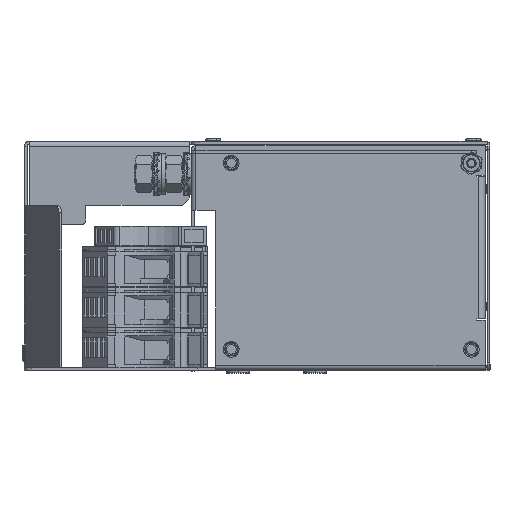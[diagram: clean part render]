
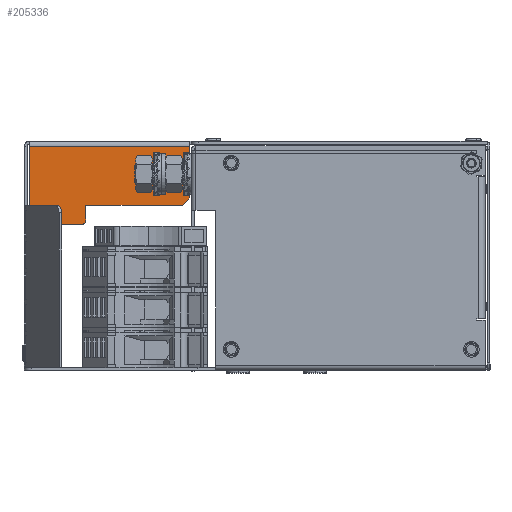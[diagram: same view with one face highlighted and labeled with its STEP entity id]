
A CAD part, left-side view. The second image highlights one B-rep face of the part: STEP entity #205336.
In plain terms, the highlighted planar face has unit normal (-1, 0, 0).
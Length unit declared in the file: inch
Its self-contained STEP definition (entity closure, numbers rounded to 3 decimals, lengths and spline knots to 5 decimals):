
#4524 = DIRECTION ( 'NONE',  ( 0., -0.707, 0.707 ) ) ;
#7616 = LINE ( 'NONE', #187416, #19058 ) ;
#10998 = CARTESIAN_POINT ( 'NONE',  ( 2.06693, 7.40157, 3.63386 ) ) ;
#11042 = CARTESIAN_POINT ( 'NONE',  ( 2.06693, 6.5748, 2.33465 ) ) ;
#11502 = CARTESIAN_POINT ( 'NONE',  ( 2.06693, 4.82283, 3.6811 ) ) ;
#16490 = ORIENTED_EDGE ( 'NONE', *, *, #206864, .T. ) ;
#19058 = VECTOR ( 'NONE', #4524, 39.37008 ) ;
#24508 = LINE ( 'NONE', #49342, #213153 ) ;
#25933 = FACE_OUTER_BOUND ( 'NONE', #114822, .T. ) ;
#28680 = ORIENTED_EDGE ( 'NONE', *, *, #237139, .F. ) ;
#29013 = DIRECTION ( 'NONE',  ( 0., 0., 1. ) ) ;
#31353 = LINE ( 'NONE', #11502, #97138 ) ;
#32157 = VERTEX_POINT ( 'NONE', #84861 ) ;
#41159 = VECTOR ( 'NONE', #87739, 39.37008 ) ;
#41911 = CIRCLE ( 'NONE', #164256, 0.07874 ) ;
#49342 = CARTESIAN_POINT ( 'NONE',  ( 2.06693, 6.49606, -0.02756 ) ) ;
#49752 = LINE ( 'NONE', #229228, #98344 ) ;
#49997 = EDGE_CURVE ( 'NONE', #195078, #154446, #41911, .T. ) ;
#51015 = EDGE_CURVE ( 'NONE', #122273, #131668, #31353, .T. ) ;
#51440 = CARTESIAN_POINT ( 'NONE',  ( 2.06693, 4.94094, 2.64961 ) ) ;
#52252 = DIRECTION ( 'NONE',  ( 0., 0., -1. ) ) ;
#67566 = ORIENTED_EDGE ( 'NONE', *, *, #203668, .T. ) ;
#69769 = LINE ( 'NONE', #10998, #41159 ) ;
#70714 = VERTEX_POINT ( 'NONE', #201345 ) ;
#79068 = ORIENTED_EDGE ( 'NONE', *, *, #97704, .T. ) ;
#80680 = VECTOR ( 'NONE', #140931, 39.37008 ) ;
#84861 = CARTESIAN_POINT ( 'NONE',  ( 2.06693, 7.40157, 2.33465 ) ) ;
#87739 = DIRECTION ( 'NONE',  ( 0., 0., -1. ) ) ;
#97138 = VECTOR ( 'NONE', #29013, 39.37008 ) ;
#97704 = EDGE_CURVE ( 'NONE', #131668, #120882, #97910, .T. ) ;
#97910 = LINE ( 'NONE', #137749, #80680 ) ;
#98344 = VECTOR ( 'NONE', #156587, 39.37008 ) ;
#107317 = DIRECTION ( 'NONE',  ( 0., 1., 0. ) ) ;
#108113 = EDGE_CURVE ( 'NONE', #120882, #32157, #69769, .T. ) ;
#108624 = CARTESIAN_POINT ( 'NONE',  ( 2.06693, 7.40157, 3.60236 ) ) ;
#110114 = DIRECTION ( 'NONE',  ( -1., 0., 0. ) ) ;
#114822 = EDGE_LOOP ( 'NONE', ( #216735, #79068, #139842, #28680, #218290, #176615, #16490, #67566 ) ) ;
#117114 = CARTESIAN_POINT ( 'NONE',  ( 2.06693, 4.82283, 3.60236 ) ) ;
#120882 = VERTEX_POINT ( 'NONE', #108624 ) ;
#122273 = VERTEX_POINT ( 'NONE', #214839 ) ;
#125040 = DIRECTION ( 'NONE',  ( 1., 0., 0. ) ) ;
#131668 = VERTEX_POINT ( 'NONE', #117114 ) ;
#137749 = CARTESIAN_POINT ( 'NONE',  ( 2.06693, 0., 3.60236 ) ) ;
#139842 = ORIENTED_EDGE ( 'NONE', *, *, #108113, .T. ) ;
#140931 = DIRECTION ( 'NONE',  ( 0., 1., 0. ) ) ;
#145318 = DIRECTION ( 'NONE',  ( 0., 0., -1. ) ) ;
#145368 = AXIS2_PLACEMENT_3D ( 'NONE', #179171, #125040, #52252 ) ;
#146010 = VERTEX_POINT ( 'NONE', #51440 ) ;
#150437 = CARTESIAN_POINT ( 'NONE',  ( 2.06693, 6.49606, 2.41339 ) ) ;
#154446 = VERTEX_POINT ( 'NONE', #150437 ) ;
#156587 = DIRECTION ( 'NONE',  ( 0., -1., 0. ) ) ;
#162817 = CARTESIAN_POINT ( 'NONE',  ( 2.06693, 6.5748, 2.41339 ) ) ;
#164256 = AXIS2_PLACEMENT_3D ( 'NONE', #162817, #110114, #145318 ) ;
#176615 = ORIENTED_EDGE ( 'NONE', *, *, #195125, .T. ) ;
#179171 = CARTESIAN_POINT ( 'NONE',  ( 2.06693, 0., -0.02756 ) ) ;
#179941 = VECTOR ( 'NONE', #107317, 39.37008 ) ;
#187416 = CARTESIAN_POINT ( 'NONE',  ( 2.06693, 4.82283, 2.76772 ) ) ;
#195078 = VERTEX_POINT ( 'NONE', #11042 ) ;
#195125 = EDGE_CURVE ( 'NONE', #154446, #70714, #24508, .T. ) ;
#201345 = CARTESIAN_POINT ( 'NONE',  ( 2.06693, 6.49606, 2.64961 ) ) ;
#203668 = EDGE_CURVE ( 'NONE', #146010, #122273, #7616, .T. ) ;
#205336 = ADVANCED_FACE ( 'NONE', ( #25933 ), #232738, .F. ) ;
#206864 = EDGE_CURVE ( 'NONE', #70714, #146010, #49752, .T. ) ;
#213153 = VECTOR ( 'NONE', #234555, 39.37008 ) ;
#214839 = CARTESIAN_POINT ( 'NONE',  ( 2.06693, 4.82283, 2.76772 ) ) ;
#216673 = CARTESIAN_POINT ( 'NONE',  ( 2.06693, 7.40157, 2.33465 ) ) ;
#216735 = ORIENTED_EDGE ( 'NONE', *, *, #51015, .T. ) ;
#218290 = ORIENTED_EDGE ( 'NONE', *, *, #49997, .T. ) ;
#228596 = LINE ( 'NONE', #216673, #179941 ) ;
#229228 = CARTESIAN_POINT ( 'NONE',  ( 2.06693, 0., 2.64961 ) ) ;
#232738 = PLANE ( 'NONE',  #145368 ) ;
#234555 = DIRECTION ( 'NONE',  ( 0., 0., 1. ) ) ;
#237139 = EDGE_CURVE ( 'NONE', #195078, #32157, #228596, .T. ) ;
